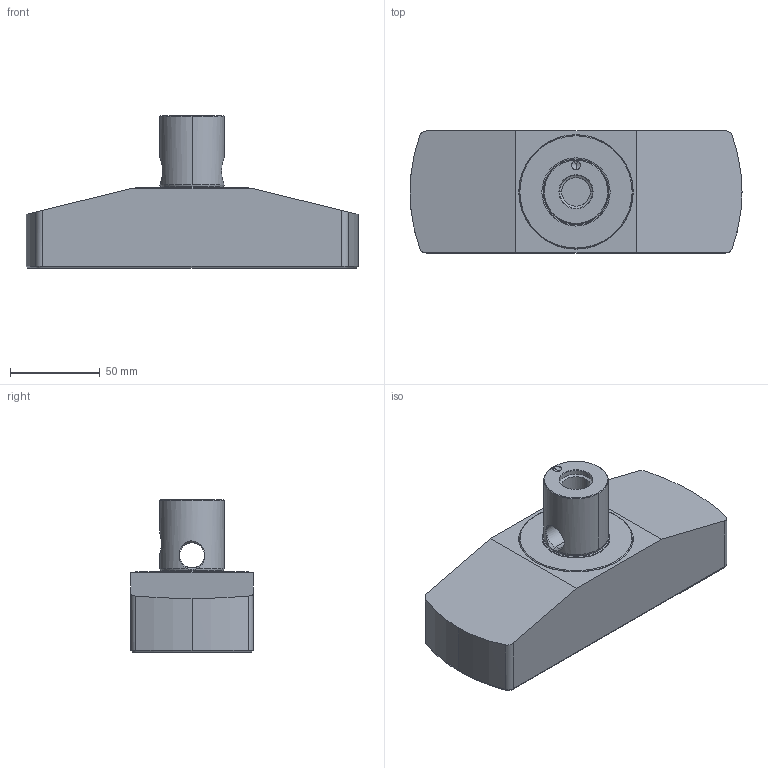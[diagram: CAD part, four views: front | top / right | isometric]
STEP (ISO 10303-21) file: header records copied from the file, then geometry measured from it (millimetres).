
FILE_DESCRIPTION(('no description'),'unknown implementation level');
FILE_NAME('A378BBBA-935D-4FCC-940B-7AC669BB071F_export.stp',' ',('CIMSOURCE GmbH'),('CADClick - KiM GmbH - www.kimweb.de'),'unknown preprocess','ACIS','unknown authorization');
FILE_SCHEMA(('automotive_design'));
Length unit declared in the file: millimetre
Products named in the file (6): 318.205 Kaiser Zwischensohle CK6BxFKS 200-270 AL|690.163 Kaiser ETL M8x25;Hex; 318.205 Kaiser Zwischensohle CK6BxFKS 200-270 AL|318.210 Kaiser CK6B x ISO40;<N146.16 CKS6 Zapfen>-<K�rper-Verschieben/Kopieren2>; 318.205 Kaiser Zwischensohle CK6BxFKS 200-270 AL|318.205 Kaiser CK6BxFKS 200-270 AL;Kreismuster3
Bounding box: 185 x 68 x 85 mm (x, y, z)
Volume: 484224.7 mm3; surface area: 88250.5 mm2
Topology: 6 solids, 6 shells, 512 faces, 1173 edges, 638 vertices
Faces by surface type: cone 226, cylinder 178, plane 88, torus 20
Entity records: 26940 total; most frequent: CARTESIAN_POINT 2837, DIRECTION 2609, STYLED_ITEM 2229, PRESENTATION_STYLE_ASSIGNMENT 2229, COLOUR_RGB 2229, ORIENTED_EDGE 2146, EDGE_CURVE 1073, CURVE_STYLE 1073
